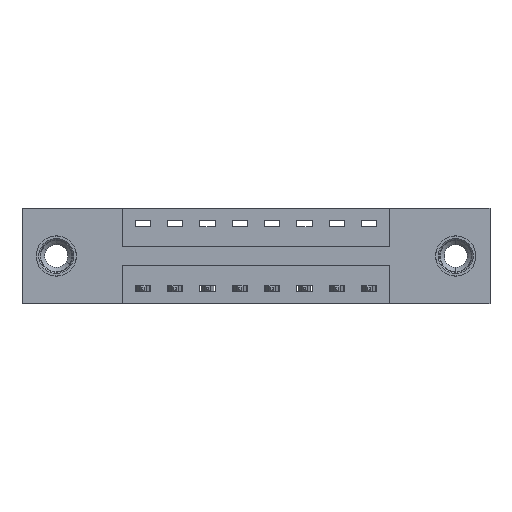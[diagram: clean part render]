
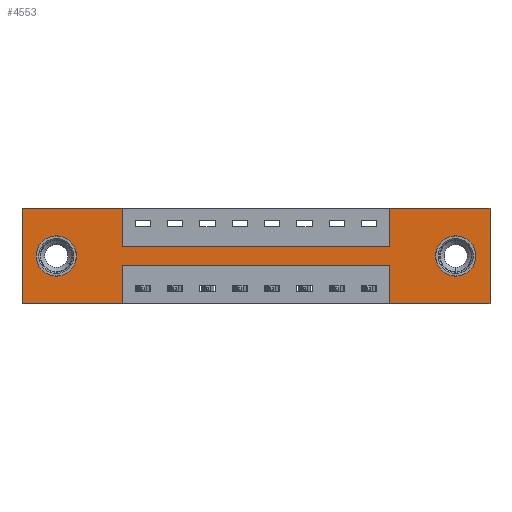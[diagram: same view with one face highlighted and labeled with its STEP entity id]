
A CAD part, front view. The second image highlights one B-rep face of the part: STEP entity #4553.
In plain terms, the highlighted planar face has unit normal (0, -1, 0).
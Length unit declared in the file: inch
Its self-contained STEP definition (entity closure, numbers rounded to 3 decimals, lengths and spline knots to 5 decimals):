
#55 = VERTEX_POINT ( 'NONE', #213 ) ;
#155 = VERTEX_POINT ( 'NONE', #6719 ) ;
#213 = CARTESIAN_POINT ( 'NONE',  ( 0.3875, 0., -0.15 ) ) ;
#221 = VERTEX_POINT ( 'NONE', #1322 ) ;
#258 = ORIENTED_EDGE ( 'NONE', *, *, #6866, .T. ) ;
#333 = CARTESIAN_POINT ( 'NONE',  ( 0., 0., -0.37 ) ) ;
#563 = VECTOR ( 'NONE', #1565, 39.37008 ) ;
#630 = DIRECTION ( 'NONE',  ( -1., 0., 0. ) ) ;
#659 = CARTESIAN_POINT ( 'NONE',  ( 1.6775, 0., -0.263 ) ) ;
#788 = CARTESIAN_POINT ( 'NONE',  ( 1.81, 0., 0. ) ) ;
#818 = CIRCLE ( 'NONE', #8861, 0.078 ) ;
#835 = EDGE_CURVE ( 'NONE', #4475, #8219, #9081, .T. ) ;
#959 = FACE_BOUND ( 'NONE', #8468, .T. ) ;
#1173 = ORIENTED_EDGE ( 'NONE', *, *, #5814, .F. ) ;
#1217 = DIRECTION ( 'NONE',  ( 1., 0., 0. ) ) ;
#1270 = LINE ( 'NONE', #8718, #7401 ) ;
#1273 = ORIENTED_EDGE ( 'NONE', *, *, #6426, .F. ) ;
#1322 = CARTESIAN_POINT ( 'NONE',  ( 0.1325, 0., -0.263 ) ) ;
#1338 = LINE ( 'NONE', #5523, #3752 ) ;
#1455 = ORIENTED_EDGE ( 'NONE', *, *, #7109, .F. ) ;
#1565 = DIRECTION ( 'NONE',  ( 0., 0., 1. ) ) ;
#1577 = CARTESIAN_POINT ( 'NONE',  ( 1.6775, 0., -0.185 ) ) ;
#1755 = CARTESIAN_POINT ( 'NONE',  ( 0.1325, 0., -0.185 ) ) ;
#1774 = ORIENTED_EDGE ( 'NONE', *, *, #2423, .F. ) ;
#1796 = LINE ( 'NONE', #4330, #10477 ) ;
#1868 = DIRECTION ( 'NONE',  ( 0., 1., 0. ) ) ;
#1890 = LINE ( 'NONE', #3281, #4806 ) ;
#1986 = EDGE_CURVE ( 'NONE', #55, #4475, #2928, .T. ) ;
#2025 = CIRCLE ( 'NONE', #6734, 0.078 ) ;
#2029 = VERTEX_POINT ( 'NONE', #5032 ) ;
#2038 = VERTEX_POINT ( 'NONE', #8085 ) ;
#2110 = DIRECTION ( 'NONE',  ( 1., 0., 0. ) ) ;
#2281 = LINE ( 'NONE', #788, #4622 ) ;
#2338 = VECTOR ( 'NONE', #2110, 39.37008 ) ;
#2423 = EDGE_CURVE ( 'NONE', #2029, #7015, #5703, .T. ) ;
#2544 = EDGE_LOOP ( 'NONE', ( #6969, #5274, #4395, #1774, #8383, #3605, #5132, #7611, #1455, #1273, #1173, #10405 ) ) ;
#2621 = PLANE ( 'NONE',  #3292 ) ;
#2795 = AXIS2_PLACEMENT_3D ( 'NONE', #1577, #5727, #5564 ) ;
#2810 = CARTESIAN_POINT ( 'NONE',  ( 0., 0., 0. ) ) ;
#2916 = CARTESIAN_POINT ( 'NONE',  ( 0.3875, 0., -0.22 ) ) ;
#2926 = EDGE_CURVE ( 'NONE', #8012, #2029, #2281, .T. ) ;
#2928 = LINE ( 'NONE', #6262, #2338 ) ;
#3175 = EDGE_CURVE ( 'NONE', #4506, #2038, #2025, .T. ) ;
#3281 = CARTESIAN_POINT ( 'NONE',  ( 0.3875, 0., 0. ) ) ;
#3292 = AXIS2_PLACEMENT_3D ( 'NONE', #333, #5080, #7618 ) ;
#3329 = VECTOR ( 'NONE', #4987, 39.37008 ) ;
#3351 = CARTESIAN_POINT ( 'NONE',  ( 1.81, 0., 0. ) ) ;
#3456 = EDGE_CURVE ( 'NONE', #8417, #6558, #5383, .T. ) ;
#3605 = ORIENTED_EDGE ( 'NONE', *, *, #6764, .F. ) ;
#3627 = DIRECTION ( 'NONE',  ( 0., 0., 1. ) ) ;
#3644 = DIRECTION ( 'NONE',  ( 0., 0., 1. ) ) ;
#3737 = VECTOR ( 'NONE', #7648, 39.37008 ) ;
#3741 = VECTOR ( 'NONE', #4861, 39.37008 ) ;
#3752 = VECTOR ( 'NONE', #3644, 39.37008 ) ;
#4260 = CARTESIAN_POINT ( 'NONE',  ( 0., 0., 0. ) ) ;
#4271 = CARTESIAN_POINT ( 'NONE',  ( 0., 0., 0. ) ) ;
#4330 = CARTESIAN_POINT ( 'NONE',  ( 0.3875, 0., -0.37 ) ) ;
#4395 = ORIENTED_EDGE ( 'NONE', *, *, #10308, .F. ) ;
#4475 = VERTEX_POINT ( 'NONE', #10685 ) ;
#4506 = VERTEX_POINT ( 'NONE', #659 ) ;
#4551 = DIRECTION ( 'NONE',  ( 0., 0., -1. ) ) ;
#4553 = ADVANCED_FACE ( 'NONE', ( #6900, #959, #6785 ), #2621, .T. ) ;
#4622 = VECTOR ( 'NONE', #9852, 39.37008 ) ;
#4661 = CARTESIAN_POINT ( 'NONE',  ( 0.1325, 0., -0.107 ) ) ;
#4672 = LINE ( 'NONE', #8042, #10559 ) ;
#4798 = VECTOR ( 'NONE', #8801, 39.37008 ) ;
#4806 = VECTOR ( 'NONE', #5163, 39.37008 ) ;
#4861 = DIRECTION ( 'NONE',  ( -1., 0., 0. ) ) ;
#4987 = DIRECTION ( 'NONE',  ( 0., 0., 1. ) ) ;
#5032 = CARTESIAN_POINT ( 'NONE',  ( 1.81, 0., -0.37 ) ) ;
#5071 = DIRECTION ( 'NONE',  ( 0., 0., 1. ) ) ;
#5080 = DIRECTION ( 'NONE',  ( 0., -1., 0. ) ) ;
#5132 = ORIENTED_EDGE ( 'NONE', *, *, #835, .F. ) ;
#5163 = DIRECTION ( 'NONE',  ( 0., 0., -1. ) ) ;
#5184 = EDGE_CURVE ( 'NONE', #2038, #4506, #6293, .T. ) ;
#5274 = ORIENTED_EDGE ( 'NONE', *, *, #3456, .F. ) ;
#5376 = ORIENTED_EDGE ( 'NONE', *, *, #3175, .T. ) ;
#5383 = LINE ( 'NONE', #2916, #4798 ) ;
#5486 = VERTEX_POINT ( 'NONE', #2810 ) ;
#5523 = CARTESIAN_POINT ( 'NONE',  ( 1.4225, 0., -0.37 ) ) ;
#5564 = DIRECTION ( 'NONE',  ( 0., 0., -1. ) ) ;
#5703 = LINE ( 'NONE', #5743, #3741 ) ;
#5727 = DIRECTION ( 'NONE',  ( 0., 1., 0. ) ) ;
#5743 = CARTESIAN_POINT ( 'NONE',  ( 0., 0., -0.37 ) ) ;
#5814 = EDGE_CURVE ( 'NONE', #155, #5486, #9236, .T. ) ;
#5929 = LINE ( 'NONE', #4271, #3737 ) ;
#6247 = CARTESIAN_POINT ( 'NONE',  ( 0.3875, 0., 0. ) ) ;
#6262 = CARTESIAN_POINT ( 'NONE',  ( 0.3875, 0., -0.15 ) ) ;
#6293 = CIRCLE ( 'NONE', #2795, 0.078 ) ;
#6426 = EDGE_CURVE ( 'NONE', #5486, #7369, #1270, .T. ) ;
#6558 = VERTEX_POINT ( 'NONE', #9140 ) ;
#6578 = CARTESIAN_POINT ( 'NONE',  ( 1.4225, 0., -0.37 ) ) ;
#6719 = CARTESIAN_POINT ( 'NONE',  ( 0., 0., -0.37 ) ) ;
#6734 = AXIS2_PLACEMENT_3D ( 'NONE', #8877, #7873, #4551 ) ;
#6764 = EDGE_CURVE ( 'NONE', #8219, #8012, #5929, .T. ) ;
#6785 = FACE_OUTER_BOUND ( 'NONE', #2544, .T. ) ;
#6866 = EDGE_CURVE ( 'NONE', #9465, #221, #818, .T. ) ;
#6900 = FACE_BOUND ( 'NONE', #10454, .T. ) ;
#6969 = ORIENTED_EDGE ( 'NONE', *, *, #10594, .F. ) ;
#7015 = VERTEX_POINT ( 'NONE', #6578 ) ;
#7109 = EDGE_CURVE ( 'NONE', #7369, #55, #1890, .T. ) ;
#7336 = CARTESIAN_POINT ( 'NONE',  ( 1.4225, 0., -0.22 ) ) ;
#7369 = VERTEX_POINT ( 'NONE', #6247 ) ;
#7394 = CIRCLE ( 'NONE', #7574, 0.078 ) ;
#7401 = VECTOR ( 'NONE', #1217, 39.37008 ) ;
#7574 = AXIS2_PLACEMENT_3D ( 'NONE', #1755, #1868, #5071 ) ;
#7611 = ORIENTED_EDGE ( 'NONE', *, *, #1986, .F. ) ;
#7618 = DIRECTION ( 'NONE',  ( 0., 0., -1. ) ) ;
#7648 = DIRECTION ( 'NONE',  ( 1., 0., 0. ) ) ;
#7705 = DIRECTION ( 'NONE',  ( 0., 0., -1. ) ) ;
#7809 = CARTESIAN_POINT ( 'NONE',  ( 1.4225, 0., 0. ) ) ;
#7873 = DIRECTION ( 'NONE',  ( 0., 1., 0. ) ) ;
#7940 = EDGE_CURVE ( 'NONE', #8002, #155, #4672, .T. ) ;
#8002 = VERTEX_POINT ( 'NONE', #9895 ) ;
#8012 = VERTEX_POINT ( 'NONE', #3351 ) ;
#8042 = CARTESIAN_POINT ( 'NONE',  ( 0., 0., -0.37 ) ) ;
#8085 = CARTESIAN_POINT ( 'NONE',  ( 1.6775, 0., -0.107 ) ) ;
#8219 = VERTEX_POINT ( 'NONE', #7809 ) ;
#8383 = ORIENTED_EDGE ( 'NONE', *, *, #2926, .F. ) ;
#8417 = VERTEX_POINT ( 'NONE', #7336 ) ;
#8468 = EDGE_LOOP ( 'NONE', ( #258, #10194 ) ) ;
#8718 = CARTESIAN_POINT ( 'NONE',  ( 0., 0., 0. ) ) ;
#8801 = DIRECTION ( 'NONE',  ( -1., 0., 0. ) ) ;
#8838 = EDGE_CURVE ( 'NONE', #221, #9465, #7394, .T. ) ;
#8861 = AXIS2_PLACEMENT_3D ( 'NONE', #10369, #9626, #3627 ) ;
#8877 = CARTESIAN_POINT ( 'NONE',  ( 1.6775, 0., -0.185 ) ) ;
#9081 = LINE ( 'NONE', #9930, #563 ) ;
#9140 = CARTESIAN_POINT ( 'NONE',  ( 0.3875, 0., -0.22 ) ) ;
#9236 = LINE ( 'NONE', #4260, #3329 ) ;
#9297 = ORIENTED_EDGE ( 'NONE', *, *, #5184, .T. ) ;
#9465 = VERTEX_POINT ( 'NONE', #4661 ) ;
#9626 = DIRECTION ( 'NONE',  ( 0., 1., 0. ) ) ;
#9852 = DIRECTION ( 'NONE',  ( 0., 0., -1. ) ) ;
#9895 = CARTESIAN_POINT ( 'NONE',  ( 0.3875, 0., -0.37 ) ) ;
#9930 = CARTESIAN_POINT ( 'NONE',  ( 1.4225, 0., 0. ) ) ;
#10194 = ORIENTED_EDGE ( 'NONE', *, *, #8838, .T. ) ;
#10308 = EDGE_CURVE ( 'NONE', #7015, #8417, #1338, .T. ) ;
#10369 = CARTESIAN_POINT ( 'NONE',  ( 0.1325, 0., -0.185 ) ) ;
#10405 = ORIENTED_EDGE ( 'NONE', *, *, #7940, .F. ) ;
#10454 = EDGE_LOOP ( 'NONE', ( #9297, #5376 ) ) ;
#10477 = VECTOR ( 'NONE', #7705, 39.37008 ) ;
#10559 = VECTOR ( 'NONE', #630, 39.37008 ) ;
#10594 = EDGE_CURVE ( 'NONE', #6558, #8002, #1796, .T. ) ;
#10685 = CARTESIAN_POINT ( 'NONE',  ( 1.4225, 0., -0.15 ) ) ;
